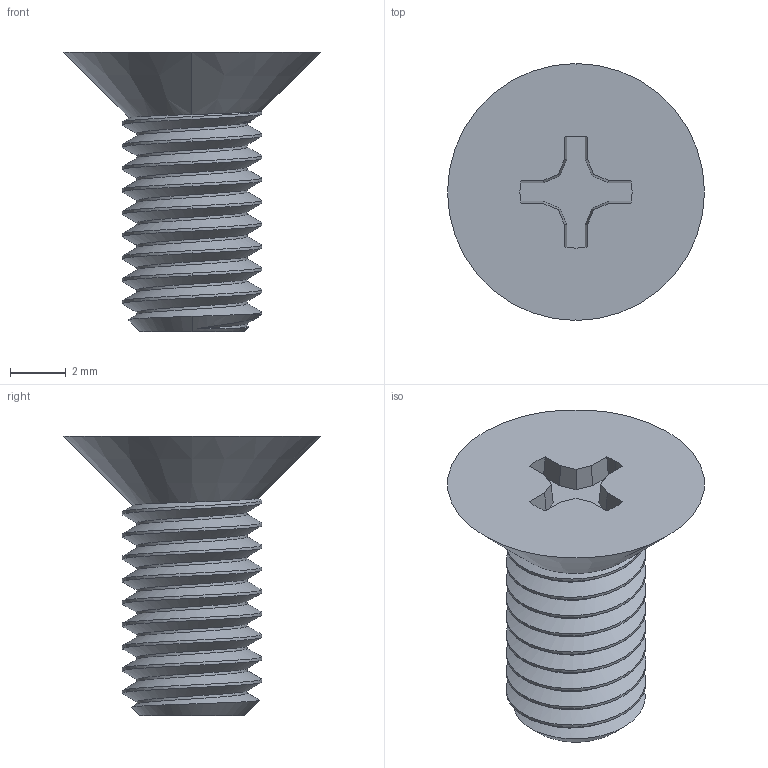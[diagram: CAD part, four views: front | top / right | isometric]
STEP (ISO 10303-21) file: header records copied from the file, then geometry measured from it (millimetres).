
FILE_DESCRIPTION (( 'STEP AP203' ), '1' );
FILE_NAME ('92010A320_Passivated 18-8 Stainless Steel Phillips Flat Head Screw.STEP', '2022-03-23T20:43:45', ( 'Administrator' ), ( 'Managed by Terraform' ), 'SwSTEP 2.0', 'SolidWorks 2017', '' );
FILE_SCHEMA (( 'CONFIG_CONTROL_DESIGN' ));
Length unit declared in the file: millimetre
Products named in the file (1): 92010A320_Passivated 18-8 Stainless Steel Phillips Flat Head Screw
Bounding box: 9.2 x 9.2 x 10 mm (x, y, z)
Volume: 205.4 mm3; surface area: 346.7 mm2
Topology: 1 solids, 1 shells, 53 faces, 150 edges, 100 vertices
Faces by surface type: cylinder 26, plane 20, cone 4, bspline 3
Entity records: 3575 total; most frequent: CARTESIAN_POINT 2277, ORIENTED_EDGE 300, DIRECTION 213, EDGE_CURVE 150, VERTEX_POINT 100, AXIS2_PLACEMENT_3D 72, VECTOR 69, LINE 69
